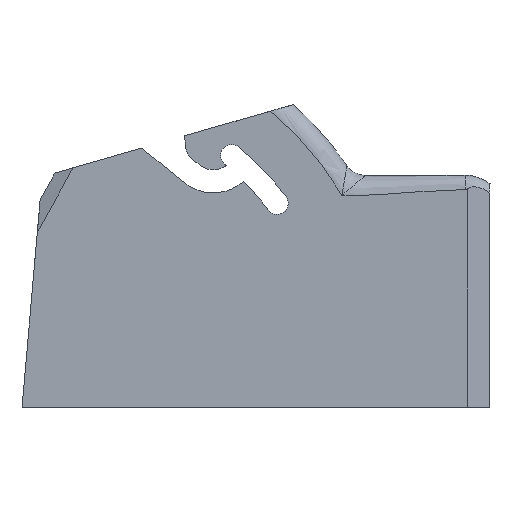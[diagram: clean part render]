
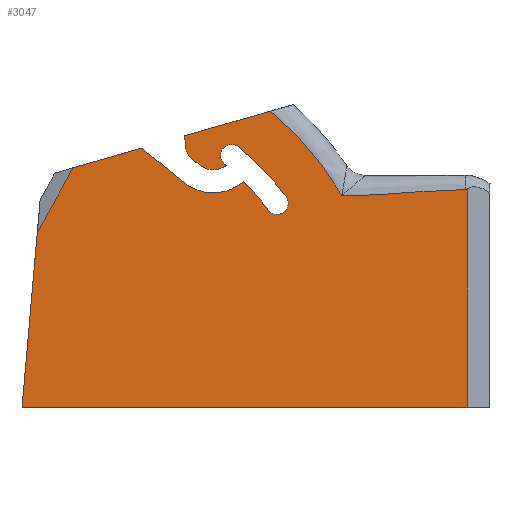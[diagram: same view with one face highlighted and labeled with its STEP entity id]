
A CAD part, front view. The second image highlights one B-rep face of the part: STEP entity #3047.
In plain terms, the highlighted planar face has unit normal (0, -1, 0).
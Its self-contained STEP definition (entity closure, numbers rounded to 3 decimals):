
#224=AXIS2_PLACEMENT_3D('Circle Axis2P3D',#222,#223,$) ;
#1465=AXIS2_PLACEMENT_3D('Circle Axis2P3D',#1463,#1464,$) ;
#1491=AXIS2_PLACEMENT_3D('Circle Axis2P3D',#1489,#1490,$) ;
#1517=AXIS2_PLACEMENT_3D('Circle Axis2P3D',#1515,#1516,$) ;
#1878=AXIS2_PLACEMENT_3D('Circle Axis2P3D',#1876,#1877,$) ;
#1897=AXIS2_PLACEMENT_3D('Circle Axis2P3D',#1895,#1896,$) ;
#1986=AXIS2_PLACEMENT_3D('Circle Axis2P3D',#1984,#1985,$) ;
#2048=AXIS2_PLACEMENT_3D('Circle Axis2P3D',#2046,#2047,$) ;
#2293=AXIS2_PLACEMENT_3D('Circle Axis2P3D',#2291,#2292,$) ;
#3018=AXIS2_PLACEMENT_3D('Plane Axis2P3D',#3015,#3016,#3017) ;
#219=CARTESIAN_POINT('Vertex',(-49.281,-67.4,66.478)) ;
#222=CARTESIAN_POINT('Axis2P3D Location',(-93.5,-67.4,12.6)) ;
#226=CARTESIAN_POINT('Vertex',(-33.225,-67.4,47.6)) ;
#1069=CARTESIAN_POINT('Control Point',(-5.531,-67.4,48.9)) ;
#1070=CARTESIAN_POINT('Control Point',(-6.082,-67.4,48.9)) ;
#1071=CARTESIAN_POINT('Control Point',(-6.631,-67.4,48.9)) ;
#1072=CARTESIAN_POINT('Control Point',(-7.161,-67.4,48.898)) ;
#1073=CARTESIAN_POINT('Control Point',(-10.392,-67.4,48.872)) ;
#1074=CARTESIAN_POINT('Control Point',(-13.613,-67.4,48.723)) ;
#1075=CARTESIAN_POINT('Control Point',(-16.296,-67.4,48.435)) ;
#1076=CARTESIAN_POINT('Control Point',(-20.708,-67.4,47.955)) ;
#1077=CARTESIAN_POINT('Control Point',(-25.154,-67.4,47.667)) ;
#1078=CARTESIAN_POINT('Control Point',(-26.922,-67.4,47.604)) ;
#1079=CARTESIAN_POINT('Control Point',(-29.031,-67.4,47.599)) ;
#1080=CARTESIAN_POINT('Control Point',(-31.15,-67.4,47.6)) ;
#1081=CARTESIAN_POINT('Control Point',(-31.561,-67.4,47.6)) ;
#1082=CARTESIAN_POINT('Control Point',(-32.097,-67.4,47.6)) ;
#1083=CARTESIAN_POINT('Control Point',(-32.634,-67.4,47.6)) ;
#1084=CARTESIAN_POINT('Control Point',(-32.831,-67.4,47.6)) ;
#1085=CARTESIAN_POINT('Control Point',(-33.028,-67.4,47.6)) ;
#1086=CARTESIAN_POINT('Control Point',(-33.225,-67.4,47.6)) ;
#1087=CARTESIAN_POINT('Vertex',(-5.531,-67.4,48.9)) ;
#1460=CARTESIAN_POINT('Vertex',(-49.813,-67.4,44.34)) ;
#1463=CARTESIAN_POINT('Axis2P3D Location',(-47.791,-67.4,45.81)) ;
#1467=CARTESIAN_POINT('Vertex',(-45.768,-67.4,47.279)) ;
#1489=CARTESIAN_POINT('Axis2P3D Location',(-93.5,-67.4,12.6)) ;
#1493=CARTESIAN_POINT('Vertex',(-56.37,-67.4,58.452)) ;
#1515=CARTESIAN_POINT('Axis2P3D Location',(-57.943,-67.4,56.509)) ;
#1519=CARTESIAN_POINT('Vertex',(-59.517,-67.4,54.566)) ;
#1876=CARTESIAN_POINT('Axis2P3D Location',(-93.5,-67.4,12.6)) ;
#1880=CARTESIAN_POINT('Vertex',(-59.167,-67.4,54.28)) ;
#1895=CARTESIAN_POINT('Axis2P3D Location',(-93.5,-67.4,12.6)) ;
#1899=CARTESIAN_POINT('Vertex',(-55.279,-67.4,50.746)) ;
#1937=CARTESIAN_POINT('Vertex',(-68.539,-67.4,60.956)) ;
#1940=CARTESIAN_POINT('Line Origine',(-58.91,-67.4,63.717)) ;
#1984=CARTESIAN_POINT('Axis2P3D Location',(-62.102,-67.4,58.328)) ;
#1988=CARTESIAN_POINT('Vertex',(-65.249,-67.4,54.442)) ;
#2022=CARTESIAN_POINT('Line Origine',(-66.026,-67.4,55.072)) ;
#2026=CARTESIAN_POINT('Vertex',(-66.803,-67.4,55.701)) ;
#2046=CARTESIAN_POINT('Axis2P3D Location',(-64.286,-67.4,58.809)) ;
#2050=CARTESIAN_POINT('Vertex',(-68.263,-67.4,58.383)) ;
#2082=CARTESIAN_POINT('Line Origine',(-68.401,-67.4,59.669)) ;
#2264=CARTESIAN_POINT('Vertex',(-78.151,-67.4,58.199)) ;
#2267=CARTESIAN_POINT('Line Origine',(-73.336,-67.4,54.3)) ;
#2271=CARTESIAN_POINT('Vertex',(-68.521,-67.4,50.401)) ;
#2291=CARTESIAN_POINT('Axis2P3D Location',(-62.102,-67.4,58.328)) ;
#2415=CARTESIAN_POINT('Vertex',(-5.,-67.4,48.876)) ;
#2430=CARTESIAN_POINT('Control Point',(-5.,-67.4,48.876)) ;
#2431=CARTESIAN_POINT('Control Point',(-5.106,-67.4,48.885)) ;
#2432=CARTESIAN_POINT('Control Point',(-5.213,-67.4,48.893)) ;
#2433=CARTESIAN_POINT('Control Point',(-5.319,-67.4,48.898)) ;
#2434=CARTESIAN_POINT('Control Point',(-5.425,-67.4,48.9)) ;
#2435=CARTESIAN_POINT('Control Point',(-5.531,-67.4,48.9)) ;
#2450=CARTESIAN_POINT('Line Origine',(-55.,-67.4,0.)) ;
#2454=CARTESIAN_POINT('Vertex',(-5.,-67.4,0.)) ;
#2456=CARTESIAN_POINT('Vertex',(-105.,-67.4,0.)) ;
#2503=CARTESIAN_POINT('Line Origine',(-5.,-67.4,33.239)) ;
#2967=CARTESIAN_POINT('Vertex',(-101.565,-67.4,39.257)) ;
#2975=CARTESIAN_POINT('Line Origine',(-103.283,-67.4,19.628)) ;
#2988=CARTESIAN_POINT('Line Origine',(-85.829,-67.4,55.998)) ;
#2992=CARTESIAN_POINT('Vertex',(-93.506,-67.4,53.796)) ;
#3015=CARTESIAN_POINT('Axis2P3D Location',(0.,-67.4,0.)) ;
#3020=CARTESIAN_POINT('Line Origine',(-97.536,-67.4,46.527)) ;
#223=DIRECTION('Axis2P3D Direction',(0.,1.,0.)) ;
#1464=DIRECTION('Axis2P3D Direction',(0.,1.,-0.)) ;
#1490=DIRECTION('Axis2P3D Direction',(0.,1.,-0.)) ;
#1516=DIRECTION('Axis2P3D Direction',(0.,1.,-0.)) ;
#1877=DIRECTION('Axis2P3D Direction',(0.,1.,-0.)) ;
#1896=DIRECTION('Axis2P3D Direction',(0.,1.,-0.)) ;
#1941=DIRECTION('Vector Direction',(0.961,0.,0.276)) ;
#1985=DIRECTION('Axis2P3D Direction',(0.,1.,-0.)) ;
#2023=DIRECTION('Vector Direction',(-0.777,0.,0.629)) ;
#2047=DIRECTION('Axis2P3D Direction',(0.,1.,-0.)) ;
#2083=DIRECTION('Vector Direction',(-0.107,0.,0.994)) ;
#2268=DIRECTION('Vector Direction',(0.777,0.,-0.629)) ;
#2292=DIRECTION('Axis2P3D Direction',(0.,1.,-0.)) ;
#2451=DIRECTION('Vector Direction',(-1.,0.,0.)) ;
#2504=DIRECTION('Vector Direction',(0.,0.,1.)) ;
#2976=DIRECTION('Vector Direction',(-0.087,0.,-0.996)) ;
#2989=DIRECTION('Vector Direction',(0.961,0.,0.276)) ;
#3016=DIRECTION('Axis2P3D Direction',(0.,1.,-0.)) ;
#3017=DIRECTION('Axis2P3D XDirection',(-1.,0.,0.)) ;
#3021=DIRECTION('Vector Direction',(0.485,0.,0.875)) ;
#1942=VECTOR('Line Direction',#1941,1.) ;
#2024=VECTOR('Line Direction',#2023,1.) ;
#2084=VECTOR('Line Direction',#2083,1.) ;
#2269=VECTOR('Line Direction',#2268,1.) ;
#2452=VECTOR('Line Direction',#2451,1.) ;
#2505=VECTOR('Line Direction',#2504,1.) ;
#2977=VECTOR('Line Direction',#2976,1.) ;
#2990=VECTOR('Line Direction',#2989,1.) ;
#3022=VECTOR('Line Direction',#3021,1.) ;
#3026=ORIENTED_EDGE('',*,*,#3024,.F.) ;
#3027=ORIENTED_EDGE('',*,*,#2979,.F.) ;
#3028=ORIENTED_EDGE('',*,*,#2458,.F.) ;
#3029=ORIENTED_EDGE('',*,*,#2507,.F.) ;
#3030=ORIENTED_EDGE('',*,*,#2436,.F.) ;
#3031=ORIENTED_EDGE('',*,*,#1089,.F.) ;
#3032=ORIENTED_EDGE('',*,*,#228,.F.) ;
#3033=ORIENTED_EDGE('',*,*,#1944,.F.) ;
#3034=ORIENTED_EDGE('',*,*,#2086,.T.) ;
#3035=ORIENTED_EDGE('',*,*,#2052,.T.) ;
#3036=ORIENTED_EDGE('',*,*,#2028,.T.) ;
#3037=ORIENTED_EDGE('',*,*,#1990,.T.) ;
#3038=ORIENTED_EDGE('',*,*,#1882,.F.) ;
#3039=ORIENTED_EDGE('',*,*,#1521,.T.) ;
#3040=ORIENTED_EDGE('',*,*,#1495,.T.) ;
#3041=ORIENTED_EDGE('',*,*,#1469,.T.) ;
#3042=ORIENTED_EDGE('',*,*,#1901,.F.) ;
#3043=ORIENTED_EDGE('',*,*,#2295,.T.) ;
#3044=ORIENTED_EDGE('',*,*,#2273,.T.) ;
#3045=ORIENTED_EDGE('',*,*,#2994,.F.) ;
#3047=ADVANCED_FACE('Modele simplifie',(#3046),#3019,.F.) ;
#1068=B_SPLINE_CURVE_WITH_KNOTS('',5,(#1069,#1070,#1071,#1072,#1073,#1074,#1075,#1076,#1077,#1078,#1079,#1080,#1081,#1082,#1083,#1084,#1085,#1086),.UNSPECIFIED.,.F.,.U.,(6,3,3,3,3,6),(49.383,54.154,77.42,92.645,95.547,97.228),.UNSPECIFIED.) ;
#2429=B_SPLINE_CURVE_WITH_KNOTS('',5,(#2430,#2431,#2432,#2433,#2434,#2435),.UNSPECIFIED.,.F.,.U.,(6,6),(200.662,201.938),.UNSPECIFIED.) ;
#225=CIRCLE('generated circle',#224,69.7) ;
#1466=CIRCLE('generated circle',#1465,2.5) ;
#1492=CIRCLE('generated circle',#1491,59.) ;
#1518=CIRCLE('generated circle',#1517,2.5) ;
#1879=CIRCLE('generated circle',#1878,54.) ;
#1898=CIRCLE('generated circle',#1897,54.) ;
#1987=CIRCLE('generated circle',#1986,5.) ;
#2049=CIRCLE('generated circle',#2048,4.) ;
#2294=CIRCLE('generated circle',#2293,10.2) ;
#228=EDGE_CURVE('',#220,#227,#225,.T.) ;
#1089=EDGE_CURVE('',#227,#1088,#1068,.F.) ;
#1469=EDGE_CURVE('',#1468,#1461,#1466,.T.) ;
#1495=EDGE_CURVE('',#1494,#1468,#1492,.T.) ;
#1521=EDGE_CURVE('',#1520,#1494,#1518,.T.) ;
#1882=EDGE_CURVE('',#1520,#1881,#1879,.T.) ;
#1901=EDGE_CURVE('',#1900,#1461,#1898,.T.) ;
#1944=EDGE_CURVE('',#1938,#220,#1943,.T.) ;
#1990=EDGE_CURVE('',#1989,#1881,#1987,.F.) ;
#2028=EDGE_CURVE('',#2027,#1989,#2025,.F.) ;
#2052=EDGE_CURVE('',#2051,#2027,#2049,.F.) ;
#2086=EDGE_CURVE('',#1938,#2051,#2085,.F.) ;
#2273=EDGE_CURVE('',#2272,#2265,#2270,.F.) ;
#2295=EDGE_CURVE('',#1900,#2272,#2294,.T.) ;
#2436=EDGE_CURVE('',#1088,#2416,#2429,.F.) ;
#2458=EDGE_CURVE('',#2455,#2457,#2453,.T.) ;
#2507=EDGE_CURVE('',#2416,#2455,#2506,.F.) ;
#2979=EDGE_CURVE('',#2457,#2968,#2978,.F.) ;
#2994=EDGE_CURVE('',#2993,#2265,#2991,.T.) ;
#3024=EDGE_CURVE('',#2968,#2993,#3023,.T.) ;
#3025=EDGE_LOOP('',(#3026,#3027,#3028,#3029,#3030,#3031,#3032,#3033,#3034,#3035,#3036,#3037,#3038,#3039,#3040,#3041,#3042,#3043,#3044,#3045)) ;
#3046=FACE_OUTER_BOUND('',#3025,.T.) ;
#1943=LINE('Line',#1940,#1942) ;
#2025=LINE('Line',#2022,#2024) ;
#2085=LINE('Line',#2082,#2084) ;
#2270=LINE('Line',#2267,#2269) ;
#2453=LINE('Line',#2450,#2452) ;
#2506=LINE('Line',#2503,#2505) ;
#2978=LINE('Line',#2975,#2977) ;
#2991=LINE('Line',#2988,#2990) ;
#3023=LINE('Line',#3020,#3022) ;
#3019=PLANE('',#3018) ;
#220=VERTEX_POINT('',#219) ;
#227=VERTEX_POINT('',#226) ;
#1088=VERTEX_POINT('',#1087) ;
#1461=VERTEX_POINT('',#1460) ;
#1468=VERTEX_POINT('',#1467) ;
#1494=VERTEX_POINT('',#1493) ;
#1520=VERTEX_POINT('',#1519) ;
#1881=VERTEX_POINT('',#1880) ;
#1900=VERTEX_POINT('',#1899) ;
#1938=VERTEX_POINT('',#1937) ;
#1989=VERTEX_POINT('',#1988) ;
#2027=VERTEX_POINT('',#2026) ;
#2051=VERTEX_POINT('',#2050) ;
#2265=VERTEX_POINT('',#2264) ;
#2272=VERTEX_POINT('',#2271) ;
#2416=VERTEX_POINT('',#2415) ;
#2455=VERTEX_POINT('',#2454) ;
#2457=VERTEX_POINT('',#2456) ;
#2968=VERTEX_POINT('',#2967) ;
#2993=VERTEX_POINT('',#2992) ;
